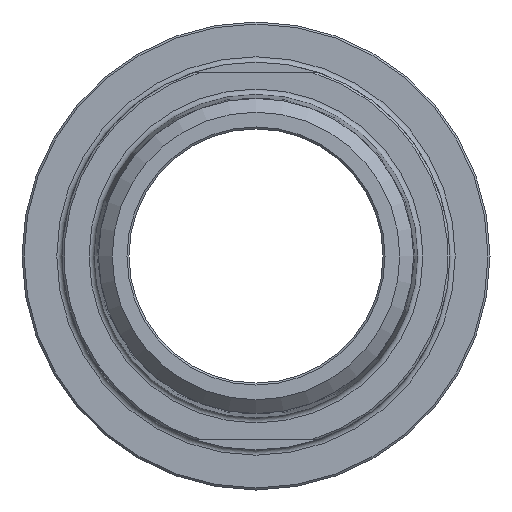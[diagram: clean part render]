
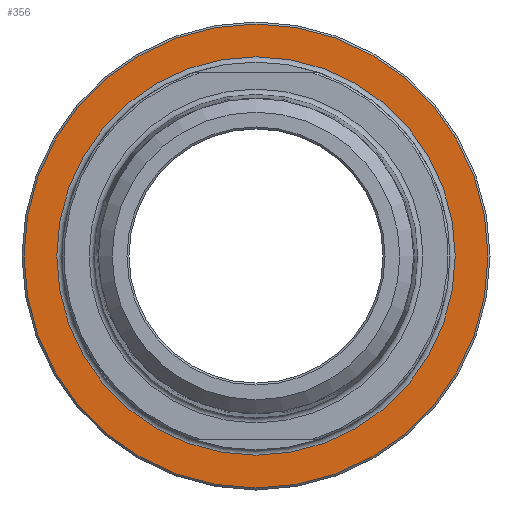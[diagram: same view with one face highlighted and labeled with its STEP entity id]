
A CAD part, left-side view. The second image highlights one B-rep face of the part: STEP entity #356.
In plain terms, the highlighted planar face has unit normal (-1, 0, 0).
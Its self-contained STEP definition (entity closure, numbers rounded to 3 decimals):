
#20=FACE_BOUND('',#76,.T.);
#51=FACE_OUTER_BOUND('',#75,.T.);
#75=EDGE_LOOP('',(#305));
#76=EDGE_LOOP('',(#306));
#136=CIRCLE('',#416,34.7);
#139=CIRCLE('',#421,29.8);
#172=VERTEX_POINT('',#639);
#175=VERTEX_POINT('',#649);
#217=EDGE_CURVE('',#172,#172,#136,.T.);
#221=EDGE_CURVE('',#175,#175,#139,.T.);
#305=ORIENTED_EDGE('',*,*,#217,.F.);
#306=ORIENTED_EDGE('',*,*,#221,.F.);
#340=PLANE('',#420);
#356=ADVANCED_FACE('',(#51,#20),#340,.T.);
#416=AXIS2_PLACEMENT_3D('',#641,#516,#517);
#420=AXIS2_PLACEMENT_3D('',#648,#525,#526);
#421=AXIS2_PLACEMENT_3D('',#650,#527,#528);
#516=DIRECTION('center_axis',(1.,0.,0.));
#517=DIRECTION('ref_axis',(0.,-1.,0.));
#525=DIRECTION('center_axis',(-1.,0.,0.));
#526=DIRECTION('ref_axis',(0.,0.,1.));
#527=DIRECTION('center_axis',(-1.,0.,0.));
#528=DIRECTION('ref_axis',(0.,-1.,0.));
#639=CARTESIAN_POINT('',(-3.,34.7,0.));
#641=CARTESIAN_POINT('Origin',(-3.,0.,0.));
#648=CARTESIAN_POINT('Origin',(-3.,35.,0.));
#649=CARTESIAN_POINT('',(-3.,0.,29.8));
#650=CARTESIAN_POINT('Origin',(-3.,0.,0.));
